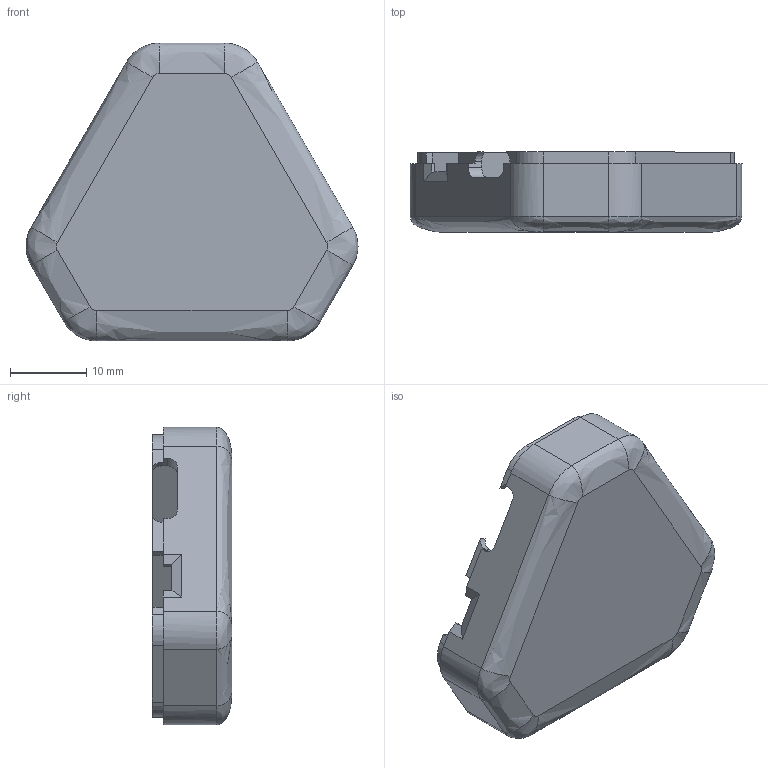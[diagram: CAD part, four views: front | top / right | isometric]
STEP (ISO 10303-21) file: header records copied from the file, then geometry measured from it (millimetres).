
FILE_DESCRIPTION (( 'STEP AP214' ), '1' );
FILE_NAME ('Part205.STEP', '2024-04-27T06:52:06', ( '' ), ( '' ), 'SwSTEP 2.0', 'SolidWorks 2023', '' );
FILE_SCHEMA (( 'AUTOMOTIVE_DESIGN' ));
Length unit declared in the file: millimetre
Products named in the file (1): Part205
Bounding box: 43.66 x 10.5 x 39.15 mm (x, y, z)
Volume: 3426 mm3; surface area: 4876.9 mm2
Topology: 1 solids, 1 shells, 107 faces, 288 edges, 183 vertices
Faces by surface type: plane 54, cylinder 35, bspline 12, torus 6
Entity records: 3458 total; most frequent: CARTESIAN_POINT 859, ORIENTED_EDGE 576, DIRECTION 500, EDGE_CURVE 288, VERTEX_POINT 183, LINE 180, VECTOR 180, AXIS2_PLACEMENT_3D 160
